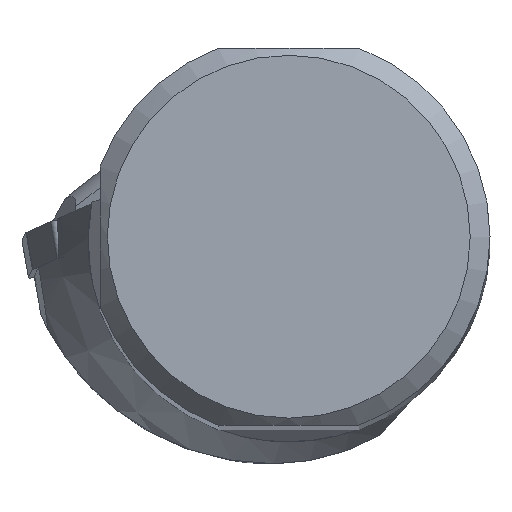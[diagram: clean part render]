
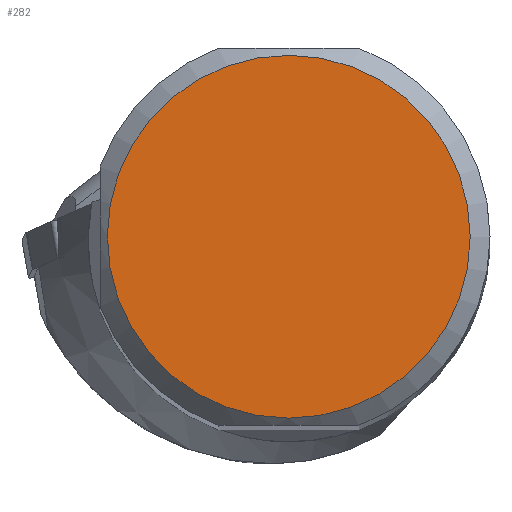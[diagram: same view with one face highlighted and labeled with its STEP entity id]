
A CAD part, top view. The second image highlights one B-rep face of the part: STEP entity #282.
In plain terms, the highlighted planar face has unit normal (0, 0, 1).
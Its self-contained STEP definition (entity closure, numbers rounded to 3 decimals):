
#198=FACE_OUTER_BOUND('',#433,.T.);
#282=ADVANCED_FACE('CU_SU_BP3',(#198),#345,.T.);
#345=PLANE('',#1821);
#433=EDGE_LOOP('',(#747));
#513=CIRCLE('',#1819,22.888);
#747=ORIENTED_EDGE('',*,*,#1281,.T.);
#1087=VERTEX_POINT('',#2790);
#1281=EDGE_CURVE('',#1087,#1087,#513,.T.);
#1819=AXIS2_PLACEMENT_3D('',#2789,#2164,#2165);
#1821=AXIS2_PLACEMENT_3D('',#2792,#2168,#2169);
#2164=DIRECTION('',(0.,0.,1.));
#2165=DIRECTION('',(1.,0.,0.));
#2168=DIRECTION('',(0.,0.,1.));
#2169=DIRECTION('',(1.,0.,0.));
#2789=CARTESIAN_POINT('',(0.,0.,0.));
#2790=CARTESIAN_POINT('',(22.888,0.,0.));
#2792=CARTESIAN_POINT('',(0.,0.,
0.));
